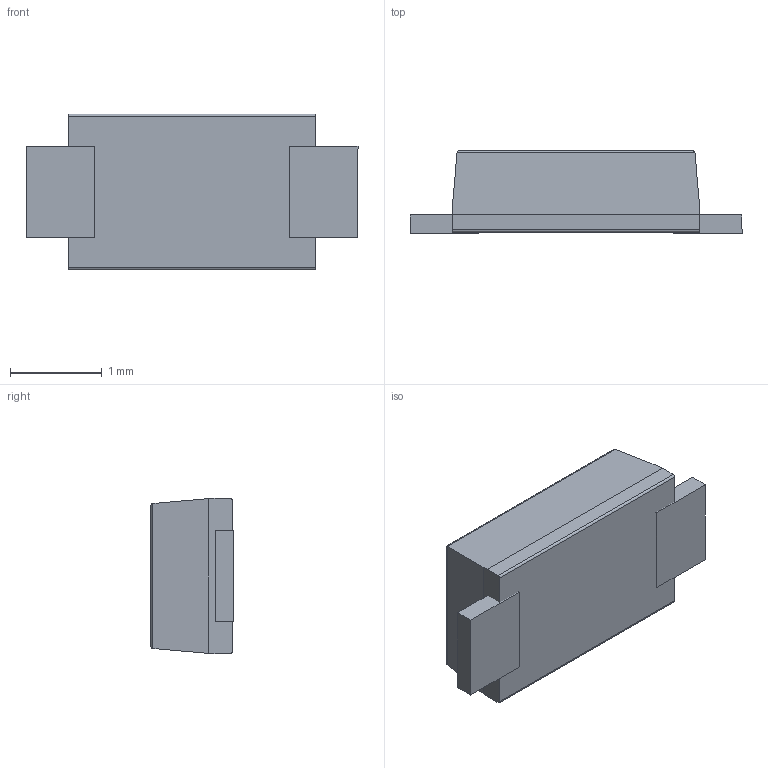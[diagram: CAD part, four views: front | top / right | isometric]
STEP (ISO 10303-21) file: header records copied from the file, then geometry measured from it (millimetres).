
FILE_DESCRIPTION(/* description */ ('Alibre Inc.'),/* implementation_level */ '2;1');
FILE_NAME(/* name */ 'export-45D96ED5-BBFE-425D-A398-4E1515566591',/* time_stamp */ '2020-12-17T10:59:59-06:00',/* author */ (''),/* organization */ (''),/* preprocessor_version */ 'ST-DEVELOPER v17',/* originating_system */ 'Alibre',/* authorisation */ '');
FILE_SCHEMA (('AUTOMOTIVE_DESIGN'));
Length unit declared in the file: millimetre
Bounding box: 3.62 x 0.9 x 1.7 mm (x, y, z)
Volume: 4.2 mm3; surface area: 20.6 mm2
Topology: 3 solids, 3 shells, 33 faces, 74 edges, 48 vertices
Faces by surface type: plane 27, cylinder 6
Entity records: 980 total; most frequent: CARTESIAN_POINT 159, ORIENTED_EDGE 148, DIRECTION 129, EDGE_CURVE 74, VECTOR 66, LINE 66, VERTEX_POINT 48, AXIS2_PLACEMENT_3D 45
